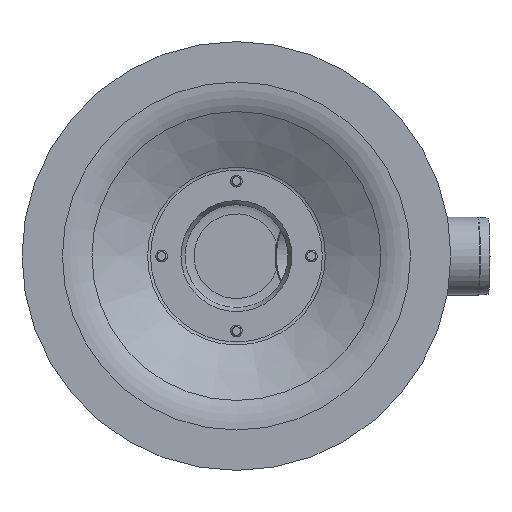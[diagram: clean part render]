
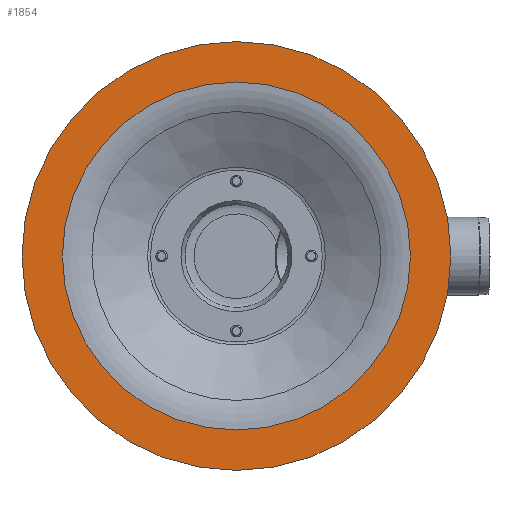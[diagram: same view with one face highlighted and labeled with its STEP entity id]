
A CAD part, top view. The second image highlights one B-rep face of the part: STEP entity #1854.
In plain terms, the highlighted planar face has unit normal (0, 0, 1).
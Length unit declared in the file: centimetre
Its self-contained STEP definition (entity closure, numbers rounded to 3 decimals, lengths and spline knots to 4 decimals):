
#159=FACE_BOUND('',#337,.T.);
#168=PLANE('',#2020);
#196=FACE_OUTER_BOUND('',#336,.T.);
#336=EDGE_LOOP('',(#1312));
#337=EDGE_LOOP('',(#1313));
#667=CIRCLE('',#1991,146.);
#684=CIRCLE('',#2018,118.5);
#827=VERTEX_POINT('',#3009);
#841=VERTEX_POINT('',#3054);
#988=EDGE_CURVE('',#827,#827,#667,.T.);
#1008=EDGE_CURVE('',#841,#841,#684,.T.);
#1312=ORIENTED_EDGE('',*,*,#988,.F.);
#1313=ORIENTED_EDGE('',*,*,#1008,.T.);
#1854=ADVANCED_FACE('',(#196,#159),#168,.T.);
#1991=AXIS2_PLACEMENT_3D('',#3011,#2301,#2302);
#2018=AXIS2_PLACEMENT_3D('',#3055,#2358,#2359);
#2020=AXIS2_PLACEMENT_3D('',#3057,#2362,#2363);
#2301=DIRECTION('center_axis',(0.,0.,-1.));
#2302=DIRECTION('ref_axis',(1.,0.,0.));
#2358=DIRECTION('center_axis',(0.,0.,-1.));
#2359=DIRECTION('ref_axis',(1.,0.,0.));
#2362=DIRECTION('center_axis',(0.,0.,1.));
#2363=DIRECTION('ref_axis',(0.,-1.,0.));
#3009=CARTESIAN_POINT('',(325.363,170.9954,49.4324));
#3011=CARTESIAN_POINT('Origin',(179.363,170.9954,49.4324));
#3054=CARTESIAN_POINT('',(179.363,52.4954,49.4324));
#3055=CARTESIAN_POINT('Origin',(179.363,170.9954,49.4324));
#3057=CARTESIAN_POINT('Origin',(33.363,170.9954,49.4324));
